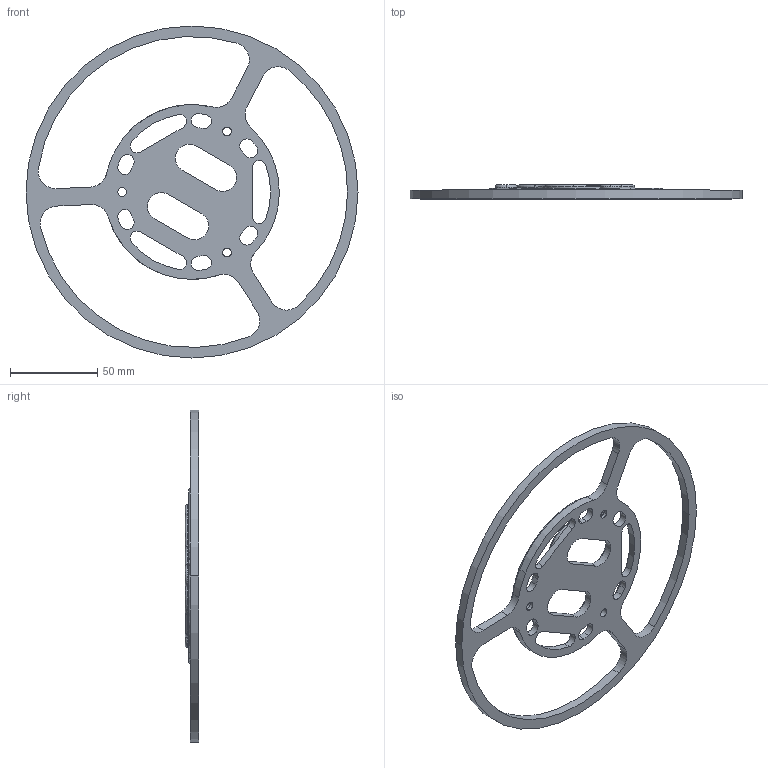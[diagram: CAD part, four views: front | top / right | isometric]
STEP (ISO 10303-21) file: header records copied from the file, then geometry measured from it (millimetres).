
FILE_DESCRIPTION (( 'STEP AP214' ), '1' );
FILE_NAME ('top2edited.STEP', '2024-07-10T22:04:20', ( '' ), ( '' ), 'SwSTEP 2.0', 'SolidWorks 2023', '' );
FILE_SCHEMA (( 'AUTOMOTIVE_DESIGN' ));
Length unit declared in the file: millimetre
Products named in the file (1): top2edited
Bounding box: 190 x 8 x 190 mm (x, y, z)
Volume: 51202.2 mm3; surface area: 34135.7 mm2
Topology: 1 solids, 1 shells, 152 faces, 411 edges, 268 vertices
Faces by surface type: cylinder 97, plane 31, torus 18, bspline 6
Entity records: 5164 total; most frequent: CARTESIAN_POINT 1114, DIRECTION 911, ORIENTED_EDGE 822, EDGE_CURVE 411, AXIS2_PLACEMENT_3D 383, VERTEX_POINT 268, CIRCLE 236, EDGE_LOOP 193
